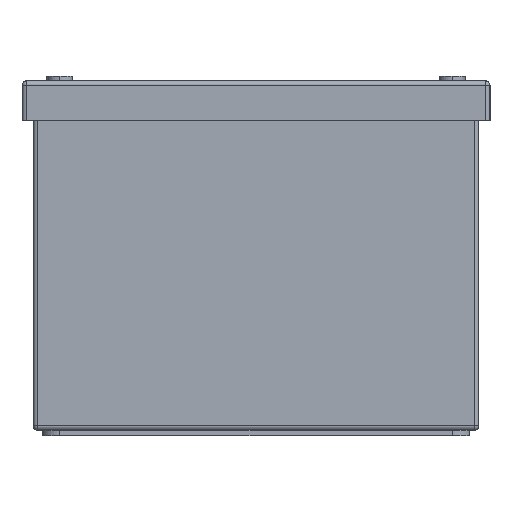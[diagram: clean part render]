
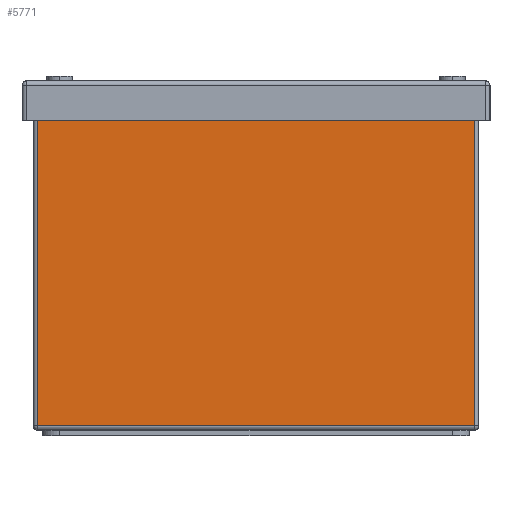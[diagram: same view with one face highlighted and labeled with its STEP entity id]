
A CAD part, left-side view. The second image highlights one B-rep face of the part: STEP entity #5771.
In plain terms, the highlighted planar face has unit normal (-1, 0, 0).
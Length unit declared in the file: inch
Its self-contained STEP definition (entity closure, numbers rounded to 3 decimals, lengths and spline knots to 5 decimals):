
#715 = DIRECTION ( 'NONE',  ( 0., 1., 0. ) ) ;
#1248 = ORIENTED_EDGE ( 'NONE', *, *, #10241, .T. ) ;
#1268 = LINE ( 'NONE', #16115, #3789 ) ;
#1754 = CARTESIAN_POINT ( 'NONE',  ( -0.00007, 6.19004, 4.75 ) ) ;
#2055 = VECTOR ( 'NONE', #4481, 39.37008 ) ;
#3263 = VECTOR ( 'NONE', #13186, 39.37008 ) ;
#3789 = VECTOR ( 'NONE', #14804, 39.37008 ) ;
#3882 = VERTEX_POINT ( 'NONE', #13640 ) ;
#4481 = DIRECTION ( 'NONE',  ( 0., 0., -1. ) ) ;
#4513 = CARTESIAN_POINT ( 'NONE',  ( -0.00007, 0.06004, 0.06 ) ) ;
#5132 = VECTOR ( 'NONE', #16610, 39.37008 ) ;
#5771 = ADVANCED_FACE ( 'NONE', ( #11512 ), #12755, .F. ) ;
#5889 = EDGE_LOOP ( 'NONE', ( #11672, #6549, #1248, #15882 ) ) ;
#6549 = ORIENTED_EDGE ( 'NONE', *, *, #11175, .T. ) ;
#6835 = EDGE_CURVE ( 'NONE', #15808, #6949, #1268, .T. ) ;
#6923 = CARTESIAN_POINT ( 'NONE',  ( -0.00007, 6.19004, 0.06 ) ) ;
#6949 = VERTEX_POINT ( 'NONE', #4513 ) ;
#8522 = VERTEX_POINT ( 'NONE', #15317 ) ;
#8794 = CARTESIAN_POINT ( 'NONE',  ( -0.00007, 0.06004, 4.75 ) ) ;
#10170 = EDGE_CURVE ( 'NONE', #3882, #6949, #16514, .T. ) ;
#10241 = EDGE_CURVE ( 'NONE', #8522, #15808, #13796, .T. ) ;
#10724 = CARTESIAN_POINT ( 'NONE',  ( -0.00007, 6.19004, 4.69 ) ) ;
#11175 = EDGE_CURVE ( 'NONE', #3882, #8522, #16923, .T. ) ;
#11512 = FACE_OUTER_BOUND ( 'NONE', #5889, .T. ) ;
#11672 = ORIENTED_EDGE ( 'NONE', *, *, #10170, .F. ) ;
#12324 = DIRECTION ( 'NONE',  ( 1., 0., 0. ) ) ;
#12755 = PLANE ( 'NONE',  #15674 ) ;
#13186 = DIRECTION ( 'NONE',  ( 0., 1., 0. ) ) ;
#13640 = CARTESIAN_POINT ( 'NONE',  ( -0.00007, 0.06004, 4.69 ) ) ;
#13796 = LINE ( 'NONE', #1754, #2055 ) ;
#14804 = DIRECTION ( 'NONE',  ( 0., -1., 0. ) ) ;
#15317 = CARTESIAN_POINT ( 'NONE',  ( -0.00007, 6.19004, 4.69 ) ) ;
#15393 = CARTESIAN_POINT ( 'NONE',  ( -0.00007, 6.19004, 4.75 ) ) ;
#15674 = AXIS2_PLACEMENT_3D ( 'NONE', #15393, #12324, #715 ) ;
#15808 = VERTEX_POINT ( 'NONE', #6923 ) ;
#15882 = ORIENTED_EDGE ( 'NONE', *, *, #6835, .T. ) ;
#16115 = CARTESIAN_POINT ( 'NONE',  ( -0.00007, 6.19004, 0.06 ) ) ;
#16514 = LINE ( 'NONE', #8794, #5132 ) ;
#16610 = DIRECTION ( 'NONE',  ( 0., 0., -1. ) ) ;
#16923 = LINE ( 'NONE', #10724, #3263 ) ;
